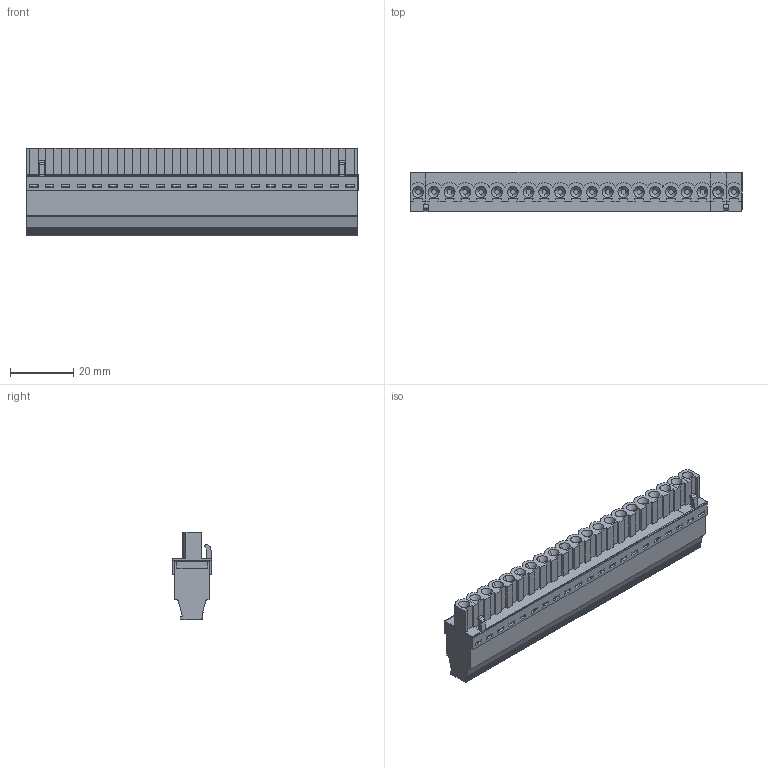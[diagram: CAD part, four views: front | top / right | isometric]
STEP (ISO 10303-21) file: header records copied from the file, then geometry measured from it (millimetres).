
FILE_DESCRIPTION(('STEP AP214'),'1');
FILE_NAME('SV21-5-P.stp','2020-03-24T11:05:21',(' '),(' '),'Spatial InterOp 3D',' ',' ');
FILE_SCHEMA(('AUTOMOTIVE_DESIGN { 1 0 10303 214 1 1 1 1 }'));
Length unit declared in the file: metre
Products named in the file (1): 1
Bounding box: 105 x 12.59 x 27.6 mm (x, y, z)
Volume: 23614.9 mm3; surface area: 12255.2 mm2
Topology: 1 solids, 1 shells, 1205 faces, 2985 edges, 1971 vertices
Faces by surface type: plane 957, cylinder 198, cone 50
Full cylindrical faces by diameter (mm): 1.588 x14, 2.6 x20, 2.829 x20, 3.474 x1, 3.8 x20, 3.97 x20
Entity records: 43507 total; most frequent: CARTESIAN_POINT 6120, DIRECTION 5557, ORIENTED_EDGE 5498, EDGE_CURVE 2749, LINE 2219, VECTOR 2219, VERTEX_POINT 1864, AXIS2_PLACEMENT_3D 1669
